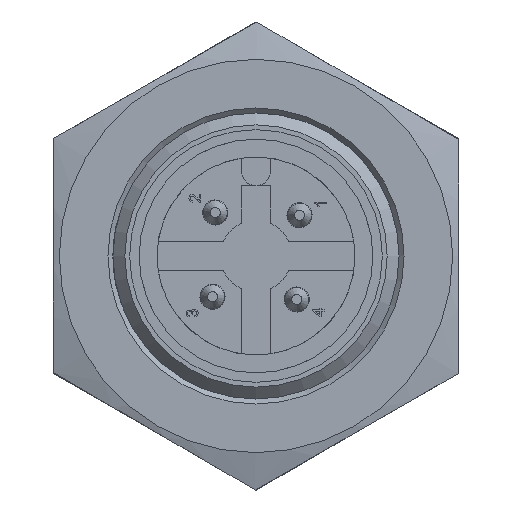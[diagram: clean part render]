
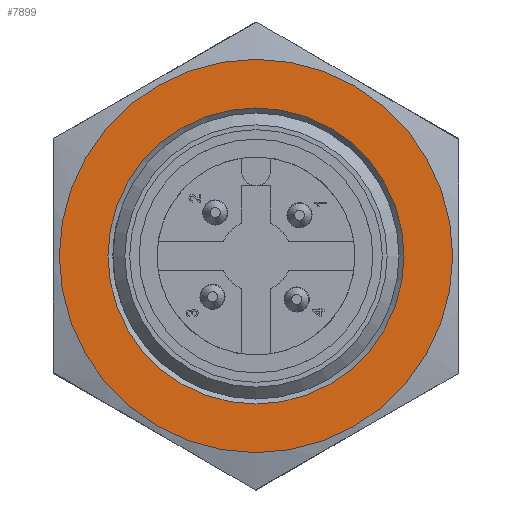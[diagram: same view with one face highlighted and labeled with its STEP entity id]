
A CAD part, left-side view. The second image highlights one B-rep face of the part: STEP entity #7899.
In plain terms, the highlighted planar face has unit normal (-1, 0, 0).
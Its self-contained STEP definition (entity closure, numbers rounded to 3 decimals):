
#1986=PLANE('',#8486);
#2127=FACE_BOUND('',#3261,.T.);
#2267=CIRCLE('',#8477,8.25);
#2269=CIRCLE('',#8483,6.209);
#2710=FACE_OUTER_BOUND('',#3260,.T.);
#3260=EDGE_LOOP('',(#6944));
#3261=EDGE_LOOP('',(#6945));
#3993=VERTEX_POINT('',#13183);
#3995=VERTEX_POINT('',#13195);
#4979=EDGE_CURVE('',#3993,#3993,#2267,.T.);
#4985=EDGE_CURVE('',#3995,#3995,#2269,.T.);
#6944=ORIENTED_EDGE('',*,*,#4979,.T.);
#6945=ORIENTED_EDGE('',*,*,#4985,.F.);
#7899=ADVANCED_FACE('',(#2710,#2127),#1986,.T.);
#8477=AXIS2_PLACEMENT_3D('',#13184,#10366,#10367);
#8483=AXIS2_PLACEMENT_3D('',#13196,#10382,#10383);
#8486=AXIS2_PLACEMENT_3D('',#13200,#10388,#10389);
#10366=DIRECTION('center_axis',(-1.,0.,0.));
#10367=DIRECTION('ref_axis',(0.,-1.,-0.002));
#10382=DIRECTION('center_axis',(-1.,0.,0.));
#10383=DIRECTION('ref_axis',(0.,0.,
-1.));
#10388=DIRECTION('center_axis',(-1.,0.,0.));
#10389=DIRECTION('ref_axis',(0.,0.,
1.));
#13183=CARTESIAN_POINT('',(11.6,-3.75,0.48));
#13184=CARTESIAN_POINT('Origin',(11.6,4.5,0.5));
#13195=CARTESIAN_POINT('',(11.6,4.5,6.709));
#13196=CARTESIAN_POINT('Origin',(11.6,4.5,0.5));
#13200=CARTESIAN_POINT('Origin',(11.6,4.5,0.5));
